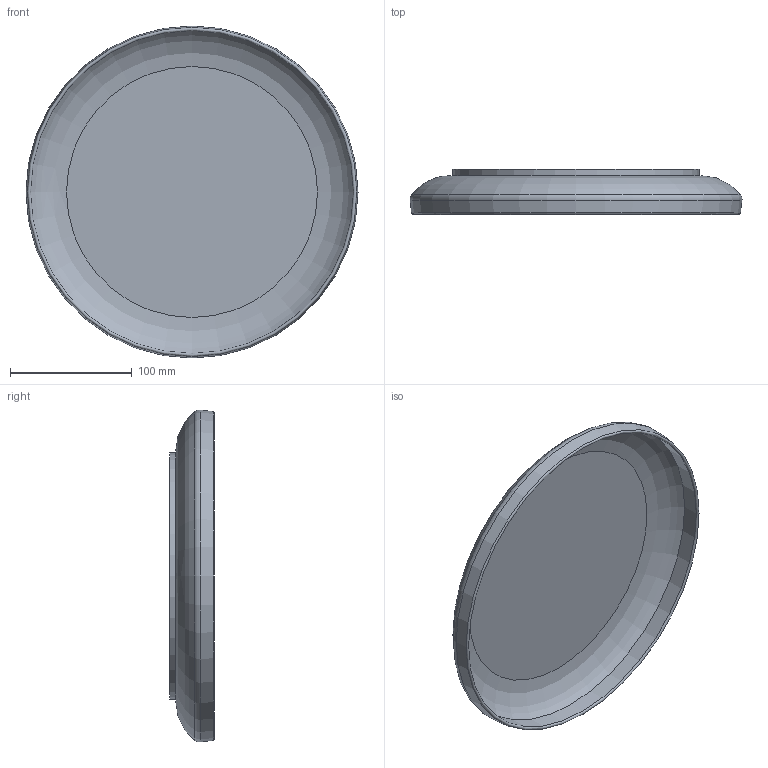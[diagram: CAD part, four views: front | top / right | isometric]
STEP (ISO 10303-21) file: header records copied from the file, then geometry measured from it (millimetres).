
FILE_DESCRIPTION(/* description */ (''),/* implementation_level */ '2;1');
FILE_NAME(/* name */ 'Ultrastar disc.stp',/* time_stamp */ '2015-04-22T09:12:14-04:00',/* author */ ('idunbar'),/* organization */ (''),/* preprocessor_version */ 'ST-DEVELOPER v15.6',/* originating_system */ 'Autodesk Inventor 2015',/* authorisation */ '');
FILE_SCHEMA (('AUTOMOTIVE_DESIGN { 1 0 10303 214 3 1 1 }'));
Length unit declared in the file: inch
Products named in the file (1): Ultrastar disc
Bounding box: 272.58 x 36.88 x 272.58 mm (x, y, z)
Volume: 299370.8 mm3; surface area: 168706.9 mm2
Topology: 1 solids, 1 shells, 68 faces, 172 edges, 113 vertices
Faces by surface type: plane 59, cylinder 4, torus 4, cone 1
Full cylindrical faces by diameter (mm): 172.919 x1, 192.417 x1, 202.015 x1, 265.089 x1
Entity records: 1990 total; most frequent: CARTESIAN_POINT 345, ORIENTED_EDGE 326, DIRECTION 314, EDGE_CURVE 163, LINE 150, VECTOR 150, VERTEX_POINT 113, EDGE_LOOP 84
